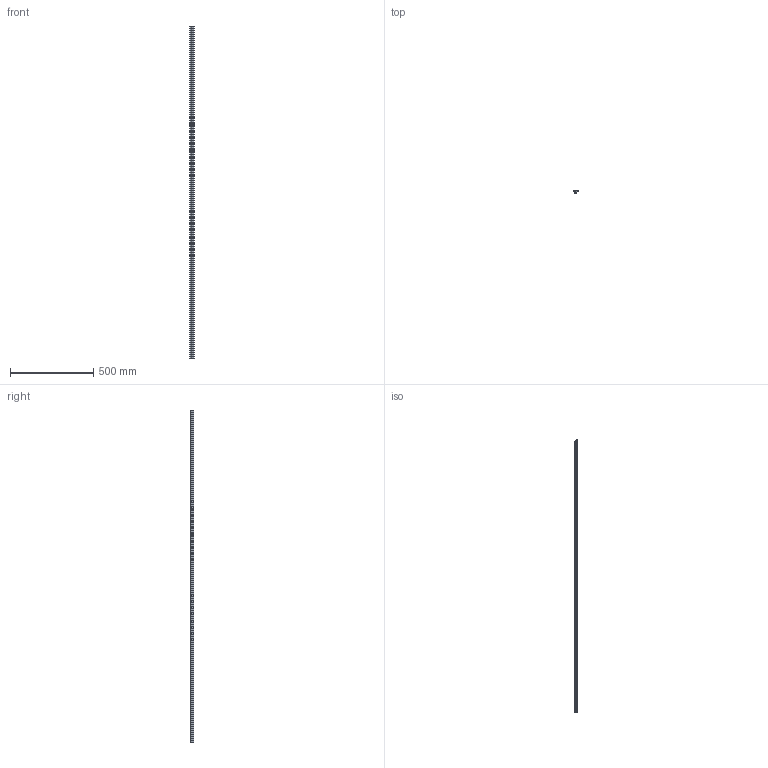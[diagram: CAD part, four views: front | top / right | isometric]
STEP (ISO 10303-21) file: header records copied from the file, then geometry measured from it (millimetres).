
FILE_DESCRIPTION (( 'STEP AP203' ), '1' );
FILE_NAME ('092340.STEP', '2019-05-20T11:14:13', ( '' ), ( '' ), 'SwSTEP 2.0', 'SolidWorks 2017', '' );
FILE_SCHEMA (( 'CONFIG_CONTROL_DESIGN' ));
Length unit declared in the file: millimetre
Products named in the file (1): 092340
Bounding box: 30 x 18.92 x 2000 mm (x, y, z)
Volume: 311290.6 mm3; surface area: 232533 mm2
Topology: 1 solids, 1 shells, 48 faces, 136 edges, 90 vertices
Faces by surface type: cylinder 28, plane 20
Entity records: 1661 total; most frequent: DIRECTION 294, CARTESIAN_POINT 275, ORIENTED_EDGE 272, EDGE_CURVE 136, AXIS2_PLACEMENT_3D 109, VERTEX_POINT 90, LINE 76, VECTOR 76
